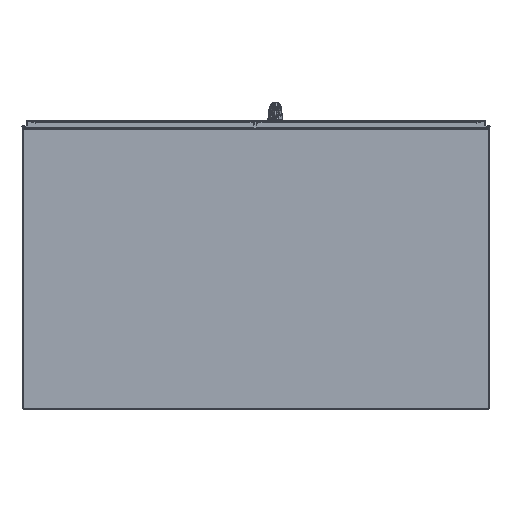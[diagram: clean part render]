
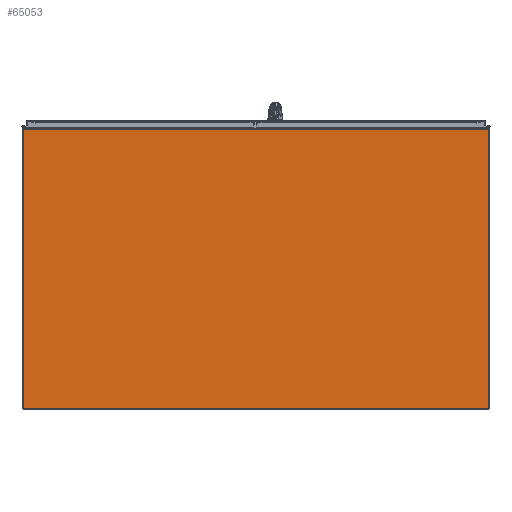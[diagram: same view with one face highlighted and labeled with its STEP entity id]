
A CAD part, front view. The second image highlights one B-rep face of the part: STEP entity #65053.
In plain terms, the highlighted face is planar.
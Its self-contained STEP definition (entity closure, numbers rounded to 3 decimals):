
#11780=PLANE($,#68431);
#13229=FACE_OUTER_BOUND($,#16025,.T.);
#16025=EDGE_LOOP($,(#54151,#54152,#54153,#54154));
#19656=LINE($,#94214,#24665);
#19662=LINE($,#94232,#24671);
#19665=LINE($,#94238,#24674);
#19666=LINE($,#94239,#24675);
#24665=VECTOR($,#77003,59.875);
#24671=VECTOR($,#77027,35.844);
#24674=VECTOR($,#77032,35.844);
#24675=VECTOR($,#77033,59.875);
#32892=VERTEX_POINT($,#94211);
#32893=VERTEX_POINT($,#94213);
#32896=VERTEX_POINT($,#94231);
#32898=VERTEX_POINT($,#94237);
#42337=EDGE_CURVE($,#32893,#32892,#19656,.T.);
#42346=EDGE_CURVE($,#32893,#32896,#19662,.T.);
#42349=EDGE_CURVE($,#32898,#32892,#19665,.T.);
#42350=EDGE_CURVE($,#32896,#32898,#19666,.T.);
#54151=ORIENTED_EDGE($,*,*,#42337,.T.);
#54152=ORIENTED_EDGE($,*,*,#42349,.F.);
#54153=ORIENTED_EDGE($,*,*,#42350,.F.);
#54154=ORIENTED_EDGE($,*,*,#42346,.F.);
#65053=ADVANCED_FACE($,(#13229),#11780,.T.);
#68431=AXIS2_PLACEMENT_3D($,#94236,#77030,#77031);
#77003=DIRECTION($,(-1.,0.,0.));
#77027=DIRECTION($,(0.,-1.,0.));
#77030=DIRECTION('center_axis',(0.,0.,1.));
#77031=DIRECTION('ref_axis',(1.,0.,0.));
#77032=DIRECTION($,(0.,1.,0.));
#77033=DIRECTION($,(-1.,0.,0.));
#94211=CARTESIAN_POINT('',(-29.938,17.844,0.125));
#94213=CARTESIAN_POINT('',(29.938,17.844,0.125));
#94214=CARTESIAN_POINT($,(14.969,17.844,0.125));
#94231=CARTESIAN_POINT('',(29.938,-18.,0.125));
#94232=CARTESIAN_POINT($,(29.938,18.,0.125));
#94236=CARTESIAN_POINT('Origin',(0.,0.,0.125));
#94237=CARTESIAN_POINT('',(-29.938,-18.,0.125));
#94238=CARTESIAN_POINT($,(-29.938,-18.,0.125));
#94239=CARTESIAN_POINT($,(29.938,-18.,0.125));
